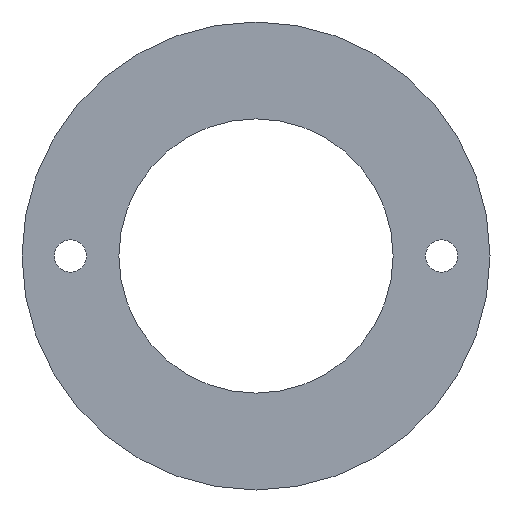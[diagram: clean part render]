
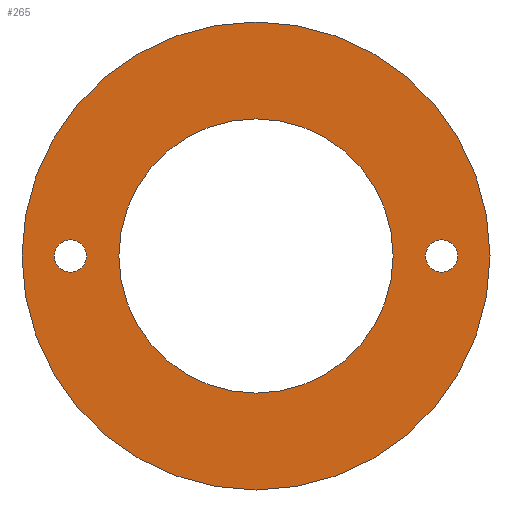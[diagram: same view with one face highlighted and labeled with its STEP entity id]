
A CAD part, front view. The second image highlights one B-rep face of the part: STEP entity #265.
In plain terms, the highlighted planar face has unit normal (0, -1, 0).
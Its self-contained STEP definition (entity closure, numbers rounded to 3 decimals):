
#2 = CIRCLE ( 'NONE', #317, 14.5 ) ;
#3 = EDGE_CURVE ( 'NONE', #13, #222, #206, .T. ) ;
#13 = VERTEX_POINT ( 'NONE', #91 ) ;
#14 = CARTESIAN_POINT ( 'NONE',  ( 0., 0., 0. ) ) ;
#18 = EDGE_CURVE ( 'NONE', #324, #228, #356, .T. ) ;
#28 = AXIS2_PLACEMENT_3D ( 'NONE', #14, #210, #270 ) ;
#32 = DIRECTION ( 'NONE',  ( 0., 1., 0. ) ) ;
#36 = CARTESIAN_POINT ( 'NONE',  ( 0., 0., -14.5 ) ) ;
#43 = EDGE_CURVE ( 'NONE', #50, #74, #126, .T. ) ;
#45 = ORIENTED_EDGE ( 'NONE', *, *, #43, .T. ) ;
#48 = CARTESIAN_POINT ( 'NONE',  ( 0., 0., -8.5 ) ) ;
#50 = VERTEX_POINT ( 'NONE', #48 ) ;
#57 = ORIENTED_EDGE ( 'NONE', *, *, #289, .T. ) ;
#65 = DIRECTION ( 'NONE',  ( 0., 1., 0. ) ) ;
#66 = CARTESIAN_POINT ( 'NONE',  ( 0., 0., 0. ) ) ;
#70 = VERTEX_POINT ( 'NONE', #362 ) ;
#73 = ORIENTED_EDGE ( 'NONE', *, *, #273, .T. ) ;
#74 = VERTEX_POINT ( 'NONE', #251 ) ;
#84 = ORIENTED_EDGE ( 'NONE', *, *, #18, .F. ) ;
#91 = CARTESIAN_POINT ( 'NONE',  ( 11.5, 0., 1. ) ) ;
#104 = DIRECTION ( 'NONE',  ( 0., 0., 1. ) ) ;
#112 = EDGE_LOOP ( 'NONE', ( #45, #73 ) ) ;
#117 = CARTESIAN_POINT ( 'NONE',  ( 11.5, 0., 0. ) ) ;
#126 = CIRCLE ( 'NONE', #307, 8.5 ) ;
#135 = DIRECTION ( 'NONE',  ( 0., 0., 1. ) ) ;
#143 = FACE_OUTER_BOUND ( 'NONE', #348, .T. ) ;
#149 = DIRECTION ( 'NONE',  ( 0., 0., 1. ) ) ;
#150 = CIRCLE ( 'NONE', #224, 1. ) ;
#154 = CIRCLE ( 'NONE', #349, 1. ) ;
#164 = CARTESIAN_POINT ( 'NONE',  ( 0., 0., 0. ) ) ;
#176 = AXIS2_PLACEMENT_3D ( 'NONE', #66, #32, #135 ) ;
#186 = PLANE ( 'NONE',  #176 ) ;
#190 = DIRECTION ( 'NONE',  ( 0., 0., 1. ) ) ;
#192 = ORIENTED_EDGE ( 'NONE', *, *, #354, .T. ) ;
#193 = DIRECTION ( 'NONE',  ( 0., 1., 0. ) ) ;
#194 = EDGE_LOOP ( 'NONE', ( #192, #57 ) ) ;
#197 = CARTESIAN_POINT ( 'NONE',  ( -11.5, 0., -1. ) ) ;
#198 = CARTESIAN_POINT ( 'NONE',  ( -11.5, 0., 0. ) ) ;
#200 = ORIENTED_EDGE ( 'NONE', *, *, #277, .T. ) ;
#201 = DIRECTION ( 'NONE',  ( 0., 1., 0. ) ) ;
#206 = CIRCLE ( 'NONE', #208, 1. ) ;
#208 = AXIS2_PLACEMENT_3D ( 'NONE', #117, #267, #296 ) ;
#209 = AXIS2_PLACEMENT_3D ( 'NONE', #313, #193, #338 ) ;
#210 = DIRECTION ( 'NONE',  ( 0., 1., 0. ) ) ;
#211 = CIRCLE ( 'NONE', #209, 1. ) ;
#220 = FACE_BOUND ( 'NONE', #112, .T. ) ;
#221 = CARTESIAN_POINT ( 'NONE',  ( 11.5, 0., 0. ) ) ;
#222 = VERTEX_POINT ( 'NONE', #303 ) ;
#224 = AXIS2_PLACEMENT_3D ( 'NONE', #221, #65, #227 ) ;
#225 = DIRECTION ( 'NONE',  ( 0., 1., 0. ) ) ;
#227 = DIRECTION ( 'NONE',  ( 0., 0., 1. ) ) ;
#228 = VERTEX_POINT ( 'NONE', #305 ) ;
#242 = AXIS2_PLACEMENT_3D ( 'NONE', #344, #225, #104 ) ;
#251 = CARTESIAN_POINT ( 'NONE',  ( 0., 0., 8.5 ) ) ;
#262 = FACE_BOUND ( 'NONE', #331, .T. ) ;
#265 = ADVANCED_FACE ( 'NONE', ( #143, #220, #262, #358 ), #186, .F. ) ;
#267 = DIRECTION ( 'NONE',  ( 0., 1., 0. ) ) ;
#270 = DIRECTION ( 'NONE',  ( 0., 0., 1. ) ) ;
#273 = EDGE_CURVE ( 'NONE', #74, #50, #320, .T. ) ;
#277 = EDGE_CURVE ( 'NONE', #222, #13, #150, .T. ) ;
#285 = DIRECTION ( 'NONE',  ( 0., 1., 0. ) ) ;
#289 = EDGE_CURVE ( 'NONE', #70, #323, #211, .T. ) ;
#294 = ORIENTED_EDGE ( 'NONE', *, *, #297, .F. ) ;
#296 = DIRECTION ( 'NONE',  ( 0., 0., 1. ) ) ;
#297 = EDGE_CURVE ( 'NONE', #228, #324, #2, .T. ) ;
#298 = ORIENTED_EDGE ( 'NONE', *, *, #3, .T. ) ;
#303 = CARTESIAN_POINT ( 'NONE',  ( 11.5, 0., -1. ) ) ;
#305 = CARTESIAN_POINT ( 'NONE',  ( 0., 0., 14.5 ) ) ;
#307 = AXIS2_PLACEMENT_3D ( 'NONE', #357, #327, #149 ) ;
#313 = CARTESIAN_POINT ( 'NONE',  ( -11.5, 0., 0. ) ) ;
#317 = AXIS2_PLACEMENT_3D ( 'NONE', #164, #285, #190 ) ;
#320 = CIRCLE ( 'NONE', #242, 8.5 ) ;
#323 = VERTEX_POINT ( 'NONE', #197 ) ;
#324 = VERTEX_POINT ( 'NONE', #36 ) ;
#327 = DIRECTION ( 'NONE',  ( 0., 1., 0. ) ) ;
#331 = EDGE_LOOP ( 'NONE', ( #200, #298 ) ) ;
#338 = DIRECTION ( 'NONE',  ( 0., 0., 1. ) ) ;
#344 = CARTESIAN_POINT ( 'NONE',  ( 0., 0., 0. ) ) ;
#348 = EDGE_LOOP ( 'NONE', ( #84, #294 ) ) ;
#349 = AXIS2_PLACEMENT_3D ( 'NONE', #198, #201, #350 ) ;
#350 = DIRECTION ( 'NONE',  ( 0., 0., 1. ) ) ;
#354 = EDGE_CURVE ( 'NONE', #323, #70, #154, .T. ) ;
#356 = CIRCLE ( 'NONE', #28, 14.5 ) ;
#357 = CARTESIAN_POINT ( 'NONE',  ( 0., 0., 0. ) ) ;
#358 = FACE_BOUND ( 'NONE', #194, .T. ) ;
#362 = CARTESIAN_POINT ( 'NONE',  ( -11.5, 0., 1. ) ) ;
